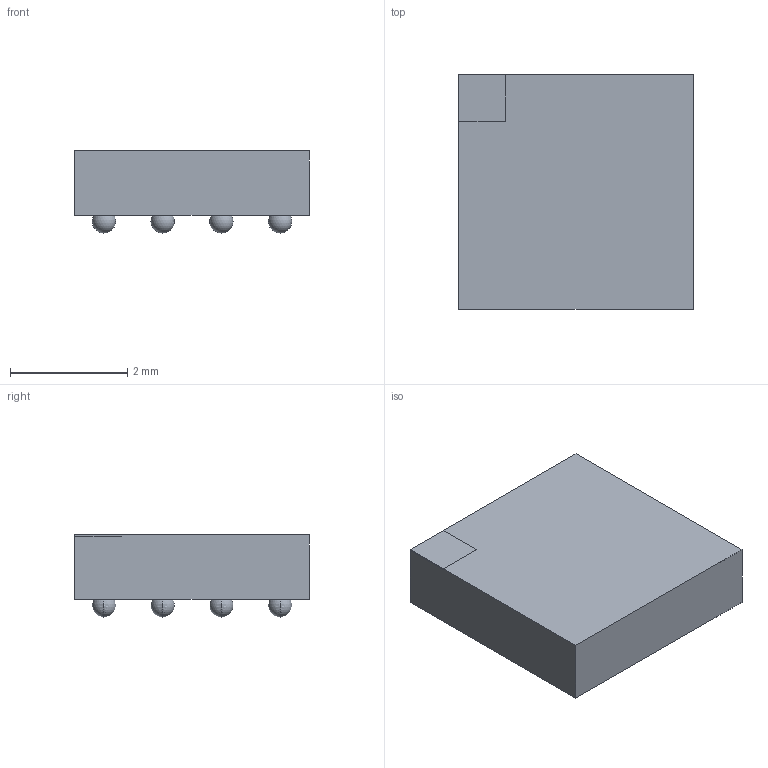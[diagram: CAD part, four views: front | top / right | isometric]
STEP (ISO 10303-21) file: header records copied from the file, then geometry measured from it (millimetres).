
FILE_DESCRIPTION((''),'2;1');
FILE_NAME('BGA16C100P4X4_400X400X140.stp','2009-03-10T10:29:06',(''),(''),'Mechanical Desktop 2006','Mechanical Desktop 2006',', , ');
FILE_SCHEMA(('AUTOMOTIVE_DESIGN { 1 2 10303 214 0 1 1 1 }'));
Length unit declared in the file: millimetre
Products named in the file (1): Product
Bounding box: 4 x 4 x 1.4 mm (x, y, z)
Volume: 18.1 mm3; surface area: 59 mm2
Topology: 18 solids, 18 shells, 47 faces, 129 edges, 54 vertices
Faces by surface type: sphere 32, plane 15
Entity records: 929 total; most frequent: DIRECTION 161, CARTESIAN_POINT 135, ORIENTED_EDGE 98, AXIS2_PLACEMENT_3D 64, EDGE_CURVE 49, EDGE_LOOP 47, FACE_OUTER_BOUND 47, ADVANCED_FACE 47
